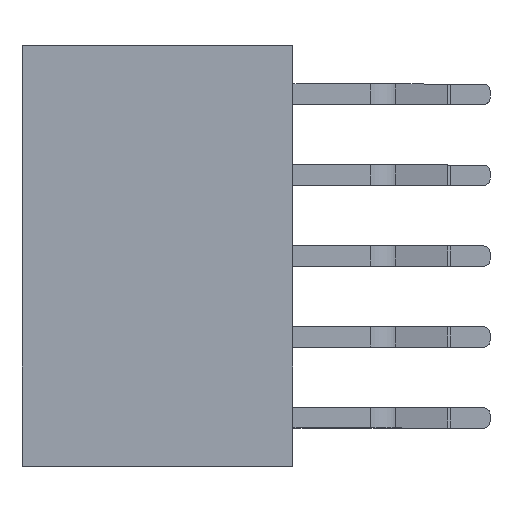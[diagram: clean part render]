
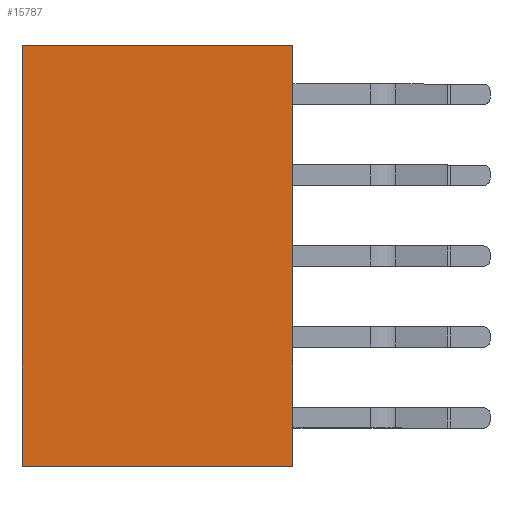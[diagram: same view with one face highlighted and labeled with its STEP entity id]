
A CAD part, top view. The second image highlights one B-rep face of the part: STEP entity #15787.
In plain terms, the highlighted planar face has unit normal (0, 0, 1).
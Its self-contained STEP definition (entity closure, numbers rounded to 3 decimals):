
#1854=ORIENTED_EDGE('',*,*,#4682,.F.);
#1855=ORIENTED_EDGE('',*,*,#4692,.F.);
#1856=ORIENTED_EDGE('',*,*,#4686,.T.);
#1857=ORIENTED_EDGE('',*,*,#4693,.T.);
#4682=EDGE_CURVE('',#6070,#6071,#7418,.T.);
#4686=EDGE_CURVE('',#6073,#6072,#7422,.T.);
#4692=EDGE_CURVE('',#6073,#6070,#7428,.T.);
#4693=EDGE_CURVE('',#6072,#6071,#7429,.T.);
#6070=VERTEX_POINT('',#22038);
#6071=VERTEX_POINT('',#22040);
#6072=VERTEX_POINT('',#22045);
#6073=VERTEX_POINT('',#22047);
#7418=LINE('',#22039,#8932);
#7422=LINE('',#22046,#8936);
#7428=LINE('',#22057,#8942);
#7429=LINE('',#22058,#8943);
#8932=VECTOR('',#18536,1000.);
#8936=VECTOR('',#18542,1000.);
#8942=VECTOR('',#18552,1000.);
#8943=VECTOR('',#18553,1000.);
#9721=EDGE_LOOP('',(#1854,#1855,#1856,#1857));
#10373=FACE_BOUND('',#9721,.T.);
#11005=PLANE('',#16426);
#15787=ADVANCED_FACE('',(#10373),#11005,.T.);
#16426=AXIS2_PLACEMENT_3D('',#22056,#18550,#18551);
#18536=DIRECTION('',(0.,1.,0.));
#18542=DIRECTION('',(0.,1.,0.));
#18550=DIRECTION('',(0.,0.,1.));
#18551=DIRECTION('',(0.,-1.,0.));
#18552=DIRECTION('',(-1.,0.,0.));
#18553=DIRECTION('',(-1.,0.,0.));
#22038=CARTESIAN_POINT('',(-6.6,-4.25,2.5));
#22039=CARTESIAN_POINT('',(-6.6,-4.25,2.5));
#22040=CARTESIAN_POINT('',(-6.6,4.25,2.5));
#22045=CARTESIAN_POINT('',(6.6,4.25,2.5));
#22046=CARTESIAN_POINT('',(6.6,-4.25,2.5));
#22047=CARTESIAN_POINT('',(6.6,-4.25,2.5));
#22056=CARTESIAN_POINT('',(6.6,-4.25,2.5));
#22057=CARTESIAN_POINT('',(6.6,-4.25,2.5));
#22058=CARTESIAN_POINT('',(6.6,4.25,2.5));
